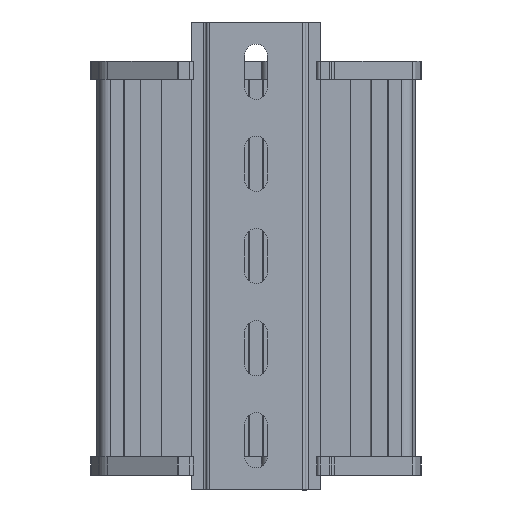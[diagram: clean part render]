
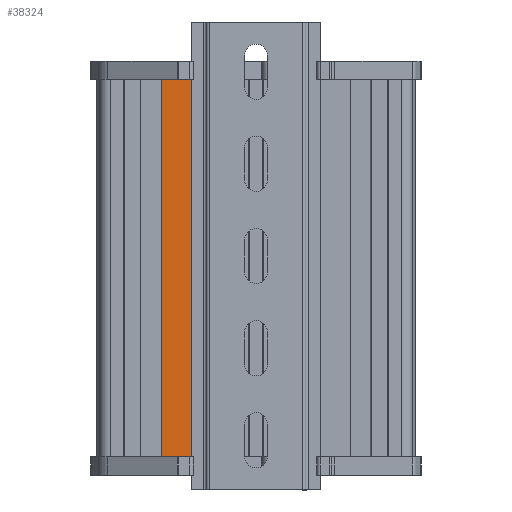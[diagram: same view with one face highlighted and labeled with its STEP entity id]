
A CAD part, front view. The second image highlights one B-rep face of the part: STEP entity #38324.
In plain terms, the highlighted planar face has unit normal (0, -1, 0).
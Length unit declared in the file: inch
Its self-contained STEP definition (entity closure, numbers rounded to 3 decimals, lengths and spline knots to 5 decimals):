
#277 = DIRECTION ( 'NONE',  ( 0., -1., 0. ) ) ;
#337 = CARTESIAN_POINT ( 'NONE',  ( -0.68898, 0.74803, 1.96457 ) ) ;
#461 = DIRECTION ( 'NONE',  ( 0., 0., -1. ) ) ;
#3153 = PLANE ( 'NONE',  #35182 ) ;
#3783 = EDGE_LOOP ( 'NONE', ( #30165, #27293, #7675, #37520 ) ) ;
#3873 = LINE ( 'NONE', #9198, #18967 ) ;
#7675 = ORIENTED_EDGE ( 'NONE', *, *, #22845, .T. ) ;
#8229 = CARTESIAN_POINT ( 'NONE',  ( -0.68898, 0.74803, -2.22441 ) ) ;
#8971 = VERTEX_POINT ( 'NONE', #15271 ) ;
#9198 = CARTESIAN_POINT ( 'NONE',  ( -0.68898, 0.74803, 1.96457 ) ) ;
#9209 = CARTESIAN_POINT ( 'NONE',  ( -0.68898, 0.74803, 1.96457 ) ) ;
#11170 = LINE ( 'NONE', #337, #28126 ) ;
#11852 = VERTEX_POINT ( 'NONE', #37034 ) ;
#12232 = DIRECTION ( 'NONE',  ( 0., 0., -1. ) ) ;
#13804 = LINE ( 'NONE', #8229, #31717 ) ;
#15271 = CARTESIAN_POINT ( 'NONE',  ( -0.68898, 0.74803, -2.22441 ) ) ;
#15455 = CARTESIAN_POINT ( 'NONE',  ( -1.01378, 0.74803, 1.96457 ) ) ;
#17528 = VECTOR ( 'NONE', #461, 39.37008 ) ;
#18967 = VECTOR ( 'NONE', #12232, 39.37008 ) ;
#20456 = CARTESIAN_POINT ( 'NONE',  ( -1.01378, 0.74803, -2.22441 ) ) ;
#21349 = DIRECTION ( 'NONE',  ( 0., 0., -1. ) ) ;
#21435 = DIRECTION ( 'NONE',  ( -1., 0., 0. ) ) ;
#22845 = EDGE_CURVE ( 'NONE', #11852, #28545, #11170, .T. ) ;
#25439 = EDGE_CURVE ( 'NONE', #11852, #8971, #3873, .T. ) ;
#26488 = LINE ( 'NONE', #15455, #17528 ) ;
#27293 = ORIENTED_EDGE ( 'NONE', *, *, #25439, .F. ) ;
#28126 = VECTOR ( 'NONE', #21435, 39.37008 ) ;
#28145 = EDGE_CURVE ( 'NONE', #8971, #29317, #13804, .T. ) ;
#28545 = VERTEX_POINT ( 'NONE', #34958 ) ;
#28876 = EDGE_CURVE ( 'NONE', #28545, #29317, #26488, .T. ) ;
#29314 = DIRECTION ( 'NONE',  ( -1., 0., 0. ) ) ;
#29317 = VERTEX_POINT ( 'NONE', #20456 ) ;
#30165 = ORIENTED_EDGE ( 'NONE', *, *, #28145, .F. ) ;
#31717 = VECTOR ( 'NONE', #29314, 39.37008 ) ;
#34958 = CARTESIAN_POINT ( 'NONE',  ( -1.01378, 0.74803, 1.96457 ) ) ;
#35182 = AXIS2_PLACEMENT_3D ( 'NONE', #9209, #277, #21349 ) ;
#35916 = FACE_OUTER_BOUND ( 'NONE', #3783, .T. ) ;
#37034 = CARTESIAN_POINT ( 'NONE',  ( -0.68898, 0.74803, 1.96457 ) ) ;
#37520 = ORIENTED_EDGE ( 'NONE', *, *, #28876, .T. ) ;
#38324 = ADVANCED_FACE ( 'NONE', ( #35916 ), #3153, .T. ) ;
